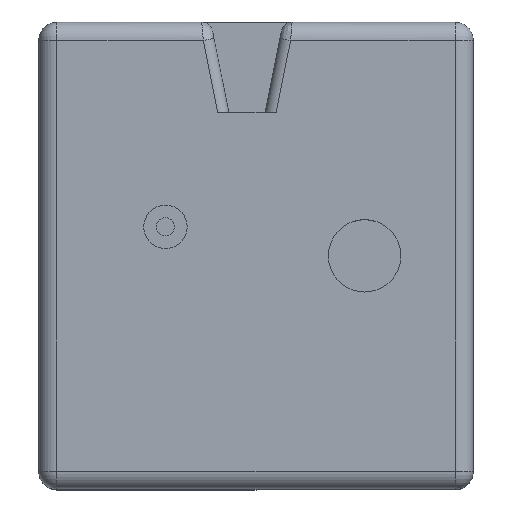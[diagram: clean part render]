
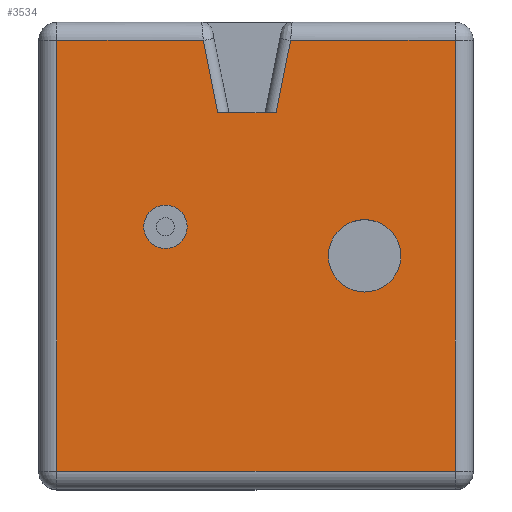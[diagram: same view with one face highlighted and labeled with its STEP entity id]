
A CAD part, top view. The second image highlights one B-rep face of the part: STEP entity #3534.
In plain terms, the highlighted planar face has unit normal (0, 0, 1).
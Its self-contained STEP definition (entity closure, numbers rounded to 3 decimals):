
#10 = ORIENTED_EDGE ( 'NONE', *, *, #2591, .F. ) ;
#60 = CARTESIAN_POINT ( 'NONE',  ( -5.5, 5.95, 9.9 ) ) ;
#230 = CARTESIAN_POINT ( 'NONE',  ( 5.5, 5.95, 9.9 ) ) ;
#235 = VERTEX_POINT ( 'NONE', #15520 ) ;
#532 = ORIENTED_EDGE ( 'NONE', *, *, #10624, .T. ) ;
#566 = DIRECTION ( 'NONE',  ( -0.196, -0.981, 0. ) ) ;
#686 = ORIENTED_EDGE ( 'NONE', *, *, #9413, .T. ) ;
#826 = VERTEX_POINT ( 'NONE', #8023 ) ;
#862 = VECTOR ( 'NONE', #10352, 1000. ) ;
#929 = FACE_BOUND ( 'NONE', #9234, .T. ) ;
#938 = AXIS2_PLACEMENT_3D ( 'NONE', #10904, #13408, #4600 ) ;
#1588 = ORIENTED_EDGE ( 'NONE', *, *, #5416, .T. ) ;
#1737 = LINE ( 'NONE', #2874, #2007 ) ;
#2007 = VECTOR ( 'NONE', #566, 1000. ) ;
#2023 = VERTEX_POINT ( 'NONE', #4308 ) ;
#2291 = FACE_BOUND ( 'NONE', #11766, .T. ) ;
#2430 = EDGE_CURVE ( 'NONE', #10689, #235, #9237, .T. ) ;
#2452 = ORIENTED_EDGE ( 'NONE', *, *, #10356, .F. ) ;
#2554 = CARTESIAN_POINT ( 'NONE',  ( -5.5, -5.95, 9.9 ) ) ;
#2591 = EDGE_CURVE ( 'NONE', #7644, #2023, #14420, .T. ) ;
#2720 = CARTESIAN_POINT ( 'NONE',  ( 4., 0., 9.9 ) ) ;
#2722 = CARTESIAN_POINT ( 'NONE',  ( -2.5, 0.8, 9.9 ) ) ;
#2810 = AXIS2_PLACEMENT_3D ( 'NONE', #6106, #10219, #3671 ) ;
#2874 = CARTESIAN_POINT ( 'NONE',  ( -1.158, -4.618, 9.9 ) ) ;
#3037 = ORIENTED_EDGE ( 'NONE', *, *, #8256, .T. ) ;
#3250 = LINE ( 'NONE', #5760, #8093 ) ;
#3346 = DIRECTION ( 'NONE',  ( 0., 0., 1. ) ) ;
#3405 = CARTESIAN_POINT ( 'NONE',  ( 5.5, -5.95, 9.9 ) ) ;
#3461 = CARTESIAN_POINT ( 'NONE',  ( 5.5, -5.95, 9.9 ) ) ;
#3534 = ADVANCED_FACE ( 'NONE', ( #929, #2291, #13667 ), #14999, .F. ) ;
#3556 = EDGE_CURVE ( 'NONE', #4163, #3748, #7908, .T. ) ;
#3671 = DIRECTION ( 'NONE',  ( -1., 0., 0. ) ) ;
#3748 = VERTEX_POINT ( 'NONE', #5655 ) ;
#4163 = VERTEX_POINT ( 'NONE', #6615 ) ;
#4245 = VECTOR ( 'NONE', #13149, 1000. ) ;
#4308 = CARTESIAN_POINT ( 'NONE',  ( 2., 0., 9.9 ) ) ;
#4407 = VERTEX_POINT ( 'NONE', #3461 ) ;
#4600 = DIRECTION ( 'NONE',  ( 1., 0., 0. ) ) ;
#4699 = LINE ( 'NONE', #8550, #15973 ) ;
#4847 = EDGE_CURVE ( 'NONE', #826, #5421, #4699, .T. ) ;
#5264 = DIRECTION ( 'NONE',  ( 1., 0., 0. ) ) ;
#5416 = EDGE_CURVE ( 'NONE', #5421, #6800, #11582, .T. ) ;
#5421 = VERTEX_POINT ( 'NONE', #60 ) ;
#5500 = DIRECTION ( 'NONE',  ( 0., 0., 1. ) ) ;
#5522 = CIRCLE ( 'NONE', #14904, 0.6 ) ;
#5655 = CARTESIAN_POINT ( 'NONE',  ( -3.1, 0.8, 9.9 ) ) ;
#5738 = ORIENTED_EDGE ( 'NONE', *, *, #10489, .T. ) ;
#5760 = CARTESIAN_POINT ( 'NONE',  ( 5.5, -5.95, 9.9 ) ) ;
#5822 = CARTESIAN_POINT ( 'NONE',  ( 0.956, 5.95, 9.9 ) ) ;
#6030 = CARTESIAN_POINT ( 'NONE',  ( 3., 0., 9.9 ) ) ;
#6106 = CARTESIAN_POINT ( 'NONE',  ( 5.5, -5.95, 9.9 ) ) ;
#6180 = VERTEX_POINT ( 'NONE', #5822 ) ;
#6258 = DIRECTION ( 'NONE',  ( 0., 0., 1. ) ) ;
#6346 = DIRECTION ( 'NONE',  ( -1., 0., 0. ) ) ;
#6615 = CARTESIAN_POINT ( 'NONE',  ( -1.9, 0.8, 9.9 ) ) ;
#6800 = VERTEX_POINT ( 'NONE', #2554 ) ;
#6869 = DIRECTION ( 'NONE',  ( 1., 0., 0. ) ) ;
#7644 = VERTEX_POINT ( 'NONE', #2720 ) ;
#7908 = CIRCLE ( 'NONE', #14358, 0.6 ) ;
#7965 = CARTESIAN_POINT ( 'NONE',  ( 0.25, 3.95, 9.9 ) ) ;
#8023 = CARTESIAN_POINT ( 'NONE',  ( -1.456, 5.95, 9.9 ) ) ;
#8093 = VECTOR ( 'NONE', #6869, 1000. ) ;
#8256 = EDGE_CURVE ( 'NONE', #11047, #6180, #14369, .T. ) ;
#8550 = CARTESIAN_POINT ( 'NONE',  ( 5.5, 5.95, 9.9 ) ) ;
#8994 = DIRECTION ( 'NONE',  ( 0., -1., 0. ) ) ;
#9234 = EDGE_LOOP ( 'NONE', ( #10, #10465 ) ) ;
#9237 = LINE ( 'NONE', #7965, #9582 ) ;
#9308 = AXIS2_PLACEMENT_3D ( 'NONE', #6030, #3346, #11229 ) ;
#9354 = EDGE_LOOP ( 'NONE', ( #12778, #10699, #11350, #1588, #686, #5738, #3037, #532 ) ) ;
#9403 = DIRECTION ( 'NONE',  ( 1., 0., 0. ) ) ;
#9413 = EDGE_CURVE ( 'NONE', #6800, #4407, #3250, .T. ) ;
#9436 = ORIENTED_EDGE ( 'NONE', *, *, #3556, .F. ) ;
#9582 = VECTOR ( 'NONE', #9403, 1000. ) ;
#10173 = CARTESIAN_POINT ( 'NONE',  ( 5.5, 5.95, 9.9 ) ) ;
#10219 = DIRECTION ( 'NONE',  ( 0., 0., -1. ) ) ;
#10352 = DIRECTION ( 'NONE',  ( -1., 0., 0. ) ) ;
#10356 = EDGE_CURVE ( 'NONE', #3748, #4163, #5522, .T. ) ;
#10465 = ORIENTED_EDGE ( 'NONE', *, *, #16137, .F. ) ;
#10489 = EDGE_CURVE ( 'NONE', #4407, #11047, #16236, .T. ) ;
#10624 = EDGE_CURVE ( 'NONE', #6180, #235, #1737, .T. ) ;
#10689 = VERTEX_POINT ( 'NONE', #14292 ) ;
#10699 = ORIENTED_EDGE ( 'NONE', *, *, #14083, .T. ) ;
#10729 = DIRECTION ( 'NONE',  ( 1., 0., 0. ) ) ;
#10878 = CARTESIAN_POINT ( 'NONE',  ( -2.5, 0.8, 9.9 ) ) ;
#10904 = CARTESIAN_POINT ( 'NONE',  ( 3., 0., 9.9 ) ) ;
#11047 = VERTEX_POINT ( 'NONE', #10173 ) ;
#11229 = DIRECTION ( 'NONE',  ( 1., 0., 0. ) ) ;
#11338 = CARTESIAN_POINT ( 'NONE',  ( -5.5, -5.95, 9.9 ) ) ;
#11350 = ORIENTED_EDGE ( 'NONE', *, *, #4847, .T. ) ;
#11582 = LINE ( 'NONE', #11338, #16361 ) ;
#11733 = LINE ( 'NONE', #11898, #4245 ) ;
#11766 = EDGE_LOOP ( 'NONE', ( #9436, #2452 ) ) ;
#11898 = CARTESIAN_POINT ( 'NONE',  ( 1.1, -6.83, 9.9 ) ) ;
#12449 = DIRECTION ( 'NONE',  ( 0., 1., 0. ) ) ;
#12778 = ORIENTED_EDGE ( 'NONE', *, *, #2430, .F. ) ;
#13149 = DIRECTION ( 'NONE',  ( -0.196, 0.981, 0. ) ) ;
#13408 = DIRECTION ( 'NONE',  ( 0., 0., 1. ) ) ;
#13667 = FACE_OUTER_BOUND ( 'NONE', #9354, .T. ) ;
#14083 = EDGE_CURVE ( 'NONE', #10689, #826, #11733, .T. ) ;
#14292 = CARTESIAN_POINT ( 'NONE',  ( -1.056, 3.95, 9.9 ) ) ;
#14358 = AXIS2_PLACEMENT_3D ( 'NONE', #2722, #6258, #5264 ) ;
#14369 = LINE ( 'NONE', #230, #862 ) ;
#14420 = CIRCLE ( 'NONE', #9308, 1. ) ;
#14904 = AXIS2_PLACEMENT_3D ( 'NONE', #10878, #5500, #10729 ) ;
#14999 = PLANE ( 'NONE',  #2810 ) ;
#15520 = CARTESIAN_POINT ( 'NONE',  ( 0.556, 3.95, 9.9 ) ) ;
#15963 = VECTOR ( 'NONE', #12449, 1000. ) ;
#15973 = VECTOR ( 'NONE', #6346, 1000. ) ;
#15980 = CIRCLE ( 'NONE', #938, 1. ) ;
#16137 = EDGE_CURVE ( 'NONE', #2023, #7644, #15980, .T. ) ;
#16236 = LINE ( 'NONE', #3405, #15963 ) ;
#16361 = VECTOR ( 'NONE', #8994, 1000. ) ;
